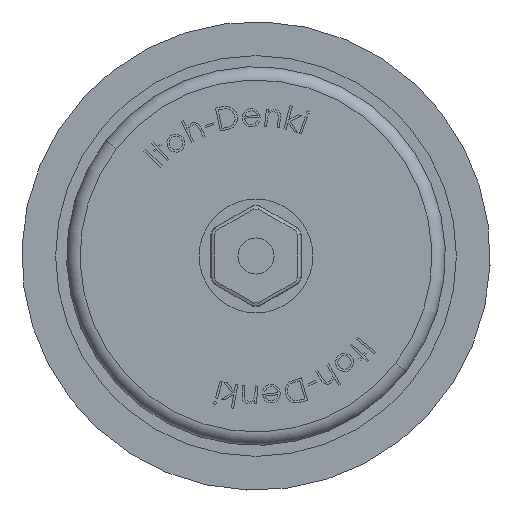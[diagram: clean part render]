
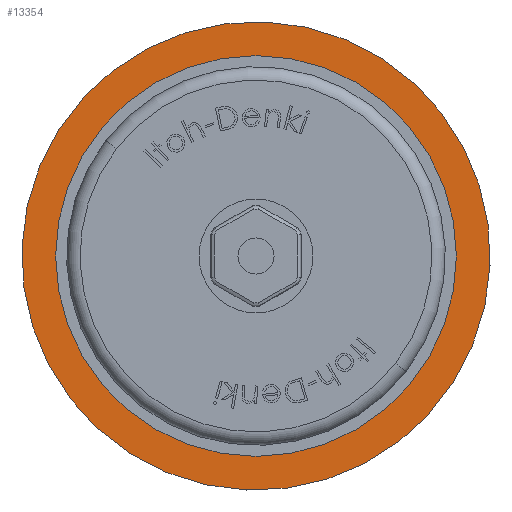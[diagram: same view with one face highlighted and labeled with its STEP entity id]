
A CAD part, left-side view. The second image highlights one B-rep face of the part: STEP entity #13354.
In plain terms, the highlighted planar face has unit normal (-1, 0, 0).
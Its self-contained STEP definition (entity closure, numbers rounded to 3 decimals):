
#67 = CARTESIAN_POINT ( 'NONE',  ( 29., 0., 0. ) ) ;
#288 = AXIS2_PLACEMENT_3D ( 'NONE', #21415, #15748, #19576 ) ;
#1626 = CIRCLE ( 'NONE', #6666, 35. ) ;
#2751 = DIRECTION ( 'NONE',  ( 0., -0.041, 0.999 ) ) ;
#3079 = CIRCLE ( 'NONE', #4652, 35. ) ;
#4643 = CARTESIAN_POINT ( 'NONE',  ( 29., 0., 0. ) ) ;
#4652 = AXIS2_PLACEMENT_3D ( 'NONE', #23291, #6513, #2751 ) ;
#5263 = CARTESIAN_POINT ( 'NONE',  ( 29., 0., 0. ) ) ;
#5379 = DIRECTION ( 'NONE',  ( -1., 0., 0. ) ) ;
#5888 = CIRCLE ( 'NONE', #10496, 29.95 ) ;
#6513 = DIRECTION ( 'NONE',  ( -1., 0., 0. ) ) ;
#6666 = AXIS2_PLACEMENT_3D ( 'NONE', #5263, #5379, #7422 ) ;
#7284 = VERTEX_POINT ( 'NONE', #19126 ) ;
#7422 = DIRECTION ( 'NONE',  ( 0., -0.041, 0.999 ) ) ;
#7471 = ORIENTED_EDGE ( 'NONE', *, *, #12463, .T. ) ;
#7794 = CARTESIAN_POINT ( 'NONE',  ( 29., 1.447, -34.97 ) ) ;
#8344 = FACE_OUTER_BOUND ( 'NONE', #22746, .T. ) ;
#9035 = DIRECTION ( 'NONE',  ( 0., 0., -1. ) ) ;
#9484 = CIRCLE ( 'NONE', #18839, 29.95 ) ;
#10496 = AXIS2_PLACEMENT_3D ( 'NONE', #4643, #17321, #19521 ) ;
#12463 = EDGE_CURVE ( 'R�duction de d�tails1_1+R�duction de d�tails1_3+R�duction de d�tails1_3+R�duction de d�tails1_3', #14076, #20727, #3079, .T. ) ;
#12545 = FACE_BOUND ( 'NONE', #19936, .T. ) ;
#13354 = ADVANCED_FACE ( 'R�duction de d�tails1_1', ( #8344, #12545 ), #17840, .F. ) ;
#14076 = VERTEX_POINT ( 'NONE', #19049 ) ;
#15642 = EDGE_CURVE ( 'R�duction de d�tails1_1+R�duction de d�tails1_3+R�duction de d�tails1_3+R�duction de d�tails1_3', #20727, #14076, #1626, .T. ) ;
#15748 = DIRECTION ( 'NONE',  ( 1., 0., 0. ) ) ;
#16835 = ORIENTED_EDGE ( 'NONE', *, *, #19238, .T. ) ;
#17321 = DIRECTION ( 'NONE',  ( 1., 0., 0. ) ) ;
#17840 = PLANE ( 'NONE',  #288 ) ;
#18077 = VERTEX_POINT ( 'NONE', #19697 ) ;
#18113 = EDGE_CURVE ( 'R�duction de d�tails1_1+R�duction de d�tails1_4+R�duction de d�tails1_4+R�duction de d�tails1_4', #7284, #18077, #9484, .T. ) ;
#18203 = ORIENTED_EDGE ( 'NONE', *, *, #15642, .T. ) ;
#18293 = DIRECTION ( 'NONE',  ( 1., 0., 0. ) ) ;
#18839 = AXIS2_PLACEMENT_3D ( 'NONE', #67, #18293, #9035 ) ;
#19049 = CARTESIAN_POINT ( 'NONE',  ( 29., -1.447, 34.97 ) ) ;
#19126 = CARTESIAN_POINT ( 'NONE',  ( 29., 0., 29.95 ) ) ;
#19238 = EDGE_CURVE ( 'R�duction de d�tails1_1+R�duction de d�tails1_4+R�duction de d�tails1_4+R�duction de d�tails1_4', #18077, #7284, #5888, .T. ) ;
#19521 = DIRECTION ( 'NONE',  ( 0., 0., -1. ) ) ;
#19576 = DIRECTION ( 'NONE',  ( 0., 0.041, -0.999 ) ) ;
#19697 = CARTESIAN_POINT ( 'NONE',  ( 29., 0., -29.95 ) ) ;
#19936 = EDGE_LOOP ( 'NONE', ( #16835, #20994 ) ) ;
#20727 = VERTEX_POINT ( 'NONE', #7794 ) ;
#20994 = ORIENTED_EDGE ( 'NONE', *, *, #18113, .T. ) ;
#21415 = CARTESIAN_POINT ( 'NONE',  ( 29., 1.447, -34.97 ) ) ;
#22746 = EDGE_LOOP ( 'NONE', ( #7471, #18203 ) ) ;
#23291 = CARTESIAN_POINT ( 'NONE',  ( 29., 0., 0. ) ) ;
